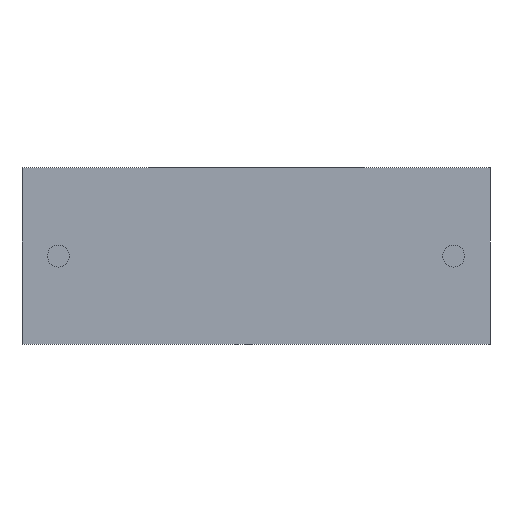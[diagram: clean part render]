
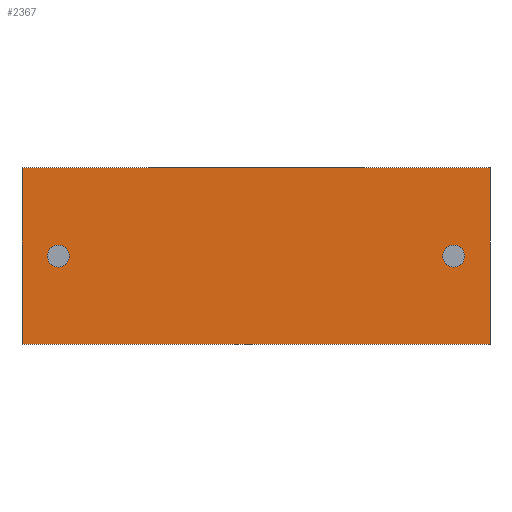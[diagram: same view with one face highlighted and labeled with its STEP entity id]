
A CAD part, front view. The second image highlights one B-rep face of the part: STEP entity #2367.
In plain terms, the highlighted planar face has unit normal (0, -1, 0).
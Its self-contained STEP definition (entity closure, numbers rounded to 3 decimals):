
#2 = VERTEX_POINT ( 'NONE', #2372 ) ;
#15 = ORIENTED_EDGE ( 'NONE', *, *, #1564, .T. ) ;
#30 = DIRECTION ( 'NONE',  ( 0., 0., 1. ) ) ;
#46 = DIRECTION ( 'NONE',  ( 1., 0., 0. ) ) ;
#53 = CARTESIAN_POINT ( 'NONE',  ( 0., 0., 6.8 ) ) ;
#78 = AXIS2_PLACEMENT_3D ( 'NONE', #1580, #1967, #30 ) ;
#80 = DIRECTION ( 'NONE',  ( 0., 0., -1. ) ) ;
#124 = EDGE_CURVE ( 'NONE', #1854, #1409, #1703, .T. ) ;
#230 = DIRECTION ( 'NONE',  ( 1., 0., 0. ) ) ;
#332 = DIRECTION ( 'NONE',  ( 0., 0., 1. ) ) ;
#410 = CARTESIAN_POINT ( 'NONE',  ( 1.4, 0., 2.975 ) ) ;
#418 = ORIENTED_EDGE ( 'NONE', *, *, #2238, .F. ) ;
#429 = VERTEX_POINT ( 'NONE', #410 ) ;
#441 = CARTESIAN_POINT ( 'NONE',  ( 0., 0., 6.8 ) ) ;
#449 = LINE ( 'NONE', #1668, #1194 ) ;
#541 = DIRECTION ( 'NONE',  ( 0., -1., 0. ) ) ;
#597 = VERTEX_POINT ( 'NONE', #663 ) ;
#631 = PLANE ( 'NONE',  #78 ) ;
#644 = CIRCLE ( 'NONE', #1524, 0.425 ) ;
#663 = CARTESIAN_POINT ( 'NONE',  ( 16.6, 0., 2.975 ) ) ;
#717 = AXIS2_PLACEMENT_3D ( 'NONE', #1887, #910, #2063 ) ;
#737 = CARTESIAN_POINT ( 'NONE',  ( 18., 0., 6.8 ) ) ;
#742 = ORIENTED_EDGE ( 'NONE', *, *, #1233, .F. ) ;
#752 = CIRCLE ( 'NONE', #835, 0.425 ) ;
#792 = CARTESIAN_POINT ( 'NONE',  ( 1.4, 0., 3.825 ) ) ;
#796 = VERTEX_POINT ( 'NONE', #953 ) ;
#835 = AXIS2_PLACEMENT_3D ( 'NONE', #1898, #1735, #2476 ) ;
#861 = ORIENTED_EDGE ( 'NONE', *, *, #1719, .T. ) ;
#866 = VECTOR ( 'NONE', #2033, 1000. ) ;
#900 = DIRECTION ( 'NONE',  ( 0., 0., -1. ) ) ;
#910 = DIRECTION ( 'NONE',  ( 0., 1., 0. ) ) ;
#953 = CARTESIAN_POINT ( 'NONE',  ( 16.6, 0., 3.825 ) ) ;
#1045 = ORIENTED_EDGE ( 'NONE', *, *, #124, .F. ) ;
#1052 = CIRCLE ( 'NONE', #717, 0.425 ) ;
#1160 = FACE_OUTER_BOUND ( 'NONE', #1942, .T. ) ;
#1194 = VECTOR ( 'NONE', #900, 1000. ) ;
#1233 = EDGE_CURVE ( 'NONE', #1377, #429, #2007, .T. ) ;
#1234 = DIRECTION ( 'NONE',  ( 0., 1., 0. ) ) ;
#1261 = EDGE_CURVE ( 'NONE', #597, #796, #1052, .T. ) ;
#1272 = AXIS2_PLACEMENT_3D ( 'NONE', #1679, #541, #332 ) ;
#1298 = LINE ( 'NONE', #1753, #1867 ) ;
#1377 = VERTEX_POINT ( 'NONE', #792 ) ;
#1409 = VERTEX_POINT ( 'NONE', #2293 ) ;
#1443 = EDGE_CURVE ( 'NONE', #1615, #1854, #1473, .T. ) ;
#1469 = ORIENTED_EDGE ( 'NONE', *, *, #1261, .T. ) ;
#1473 = LINE ( 'NONE', #441, #2216 ) ;
#1502 = EDGE_LOOP ( 'NONE', ( #742, #418 ) ) ;
#1524 = AXIS2_PLACEMENT_3D ( 'NONE', #1812, #1234, #80 ) ;
#1564 = EDGE_CURVE ( 'NONE', #2, #1409, #1298, .T. ) ;
#1580 = CARTESIAN_POINT ( 'NONE',  ( 0., 0., 6.8 ) ) ;
#1595 = EDGE_CURVE ( 'NONE', #796, #597, #644, .T. ) ;
#1615 = VERTEX_POINT ( 'NONE', #53 ) ;
#1668 = CARTESIAN_POINT ( 'NONE',  ( 0., 0., 6.8 ) ) ;
#1679 = CARTESIAN_POINT ( 'NONE',  ( 1.4, 0., 3.4 ) ) ;
#1703 = LINE ( 'NONE', #737, #866 ) ;
#1719 = EDGE_CURVE ( 'NONE', #1615, #2, #449, .T. ) ;
#1735 = DIRECTION ( 'NONE',  ( 0., -1., 0. ) ) ;
#1753 = CARTESIAN_POINT ( 'NONE',  ( 0., 0., 0. ) ) ;
#1791 = ORIENTED_EDGE ( 'NONE', *, *, #1595, .T. ) ;
#1812 = CARTESIAN_POINT ( 'NONE',  ( 16.6, 0., 3.4 ) ) ;
#1854 = VERTEX_POINT ( 'NONE', #2256 ) ;
#1867 = VECTOR ( 'NONE', #46, 1000. ) ;
#1887 = CARTESIAN_POINT ( 'NONE',  ( 16.6, 0., 3.4 ) ) ;
#1898 = CARTESIAN_POINT ( 'NONE',  ( 1.4, 0., 3.4 ) ) ;
#1930 = FACE_BOUND ( 'NONE', #1502, .T. ) ;
#1942 = EDGE_LOOP ( 'NONE', ( #15, #1045, #2155, #861 ) ) ;
#1967 = DIRECTION ( 'NONE',  ( 0., 1., 0. ) ) ;
#2007 = CIRCLE ( 'NONE', #1272, 0.425 ) ;
#2033 = DIRECTION ( 'NONE',  ( 0., 0., -1. ) ) ;
#2063 = DIRECTION ( 'NONE',  ( 0., 0., -1. ) ) ;
#2076 = EDGE_LOOP ( 'NONE', ( #1791, #1469 ) ) ;
#2155 = ORIENTED_EDGE ( 'NONE', *, *, #1443, .F. ) ;
#2216 = VECTOR ( 'NONE', #230, 1000. ) ;
#2238 = EDGE_CURVE ( 'NONE', #429, #1377, #752, .T. ) ;
#2256 = CARTESIAN_POINT ( 'NONE',  ( 18., 0., 6.8 ) ) ;
#2293 = CARTESIAN_POINT ( 'NONE',  ( 18., 0., 0. ) ) ;
#2367 = ADVANCED_FACE ( 'NONE', ( #2442, #1160, #1930 ), #631, .F. ) ;
#2372 = CARTESIAN_POINT ( 'NONE',  ( 0., 0., 0. ) ) ;
#2442 = FACE_BOUND ( 'NONE', #2076, .T. ) ;
#2476 = DIRECTION ( 'NONE',  ( 0., 0., 1. ) ) ;
